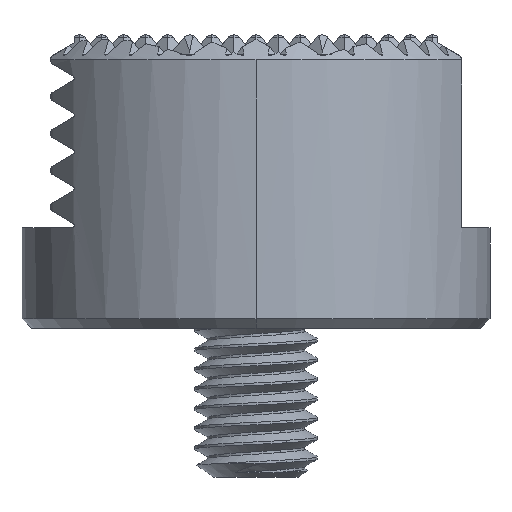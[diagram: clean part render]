
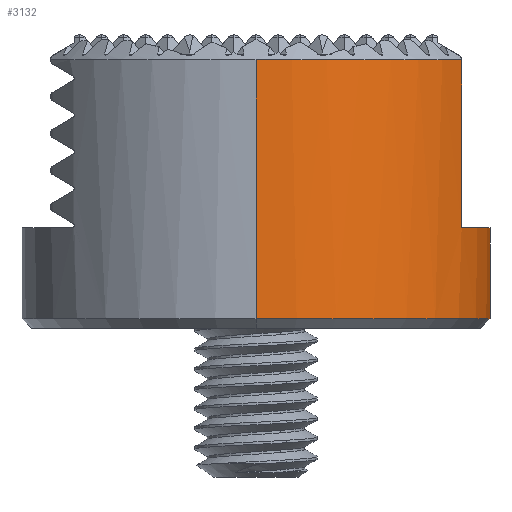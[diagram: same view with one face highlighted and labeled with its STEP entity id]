
A CAD part, front view. The second image highlights one B-rep face of the part: STEP entity #3132.
In plain terms, the highlighted cylindrical face has radius 9.525 mm (diameter 19.05 mm), a partial arc.
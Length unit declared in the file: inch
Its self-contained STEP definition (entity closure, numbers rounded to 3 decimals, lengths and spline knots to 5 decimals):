
#147 = VECTOR ( 'NONE', #37426, 39.37008 ) ;
#1100 = CARTESIAN_POINT ( 'NONE',  ( 0., 0.43, 0.375 ) ) ;
#1908 = VERTEX_POINT ( 'NONE', #22540 ) ;
#3058 = ORIENTED_EDGE ( 'NONE', *, *, #28921, .T. ) ;
#3132 = ADVANCED_FACE ( 'NONE', ( #19367 ), #31751, .T. ) ;
#3965 = DIRECTION ( 'NONE',  ( 0., 0., -1. ) ) ;
#4137 = CARTESIAN_POINT ( 'NONE',  ( 0., 0.015, 0. ) ) ;
#4767 = CIRCLE ( 'NONE', #17060, 0.375 ) ;
#4905 = DIRECTION ( 'NONE',  ( 0., -1., 0. ) ) ;
#7568 = DIRECTION ( 'NONE',  ( 0., -1., 0. ) ) ;
#7750 = VERTEX_POINT ( 'NONE', #16935 ) ;
#7921 = VERTEX_POINT ( 'NONE', #1100 ) ;
#9038 = EDGE_CURVE ( 'NONE', #30141, #27770, #36964, .T. ) ;
#9630 = ORIENTED_EDGE ( 'NONE', *, *, #9038, .T. ) ;
#9995 = DIRECTION ( 'NONE',  ( 0., -1., 0. ) ) ;
#10035 = CIRCLE ( 'NONE', #20425, 0.375 ) ;
#10102 = CARTESIAN_POINT ( 'NONE',  ( 0.32953, 0.16081, -0.17898 ) ) ;
#11581 = DIRECTION ( 'NONE',  ( 0., 0., 1. ) ) ;
#11591 = DIRECTION ( 'NONE',  ( 0., -1., 0. ) ) ;
#11839 = CARTESIAN_POINT ( 'NONE',  ( 0., 0.015, 0.375 ) ) ;
#12789 = CARTESIAN_POINT ( 'NONE',  ( 0., 0.47, -0.375 ) ) ;
#13071 = CARTESIAN_POINT ( 'NONE',  ( 0., 0.47, 0. ) ) ;
#13169 = EDGE_CURVE ( 'NONE', #15990, #38832, #19291, .T. ) ;
#13622 = AXIS2_PLACEMENT_3D ( 'NONE', #4137, #16484, #16894 ) ;
#15990 = VERTEX_POINT ( 'NONE', #10102 ) ;
#16087 = DIRECTION ( 'NONE',  ( 0., 0., -1. ) ) ;
#16109 = EDGE_CURVE ( 'NONE', #7750, #16141, #10035, .T. ) ;
#16141 = VERTEX_POINT ( 'NONE', #21051 ) ;
#16484 = DIRECTION ( 'NONE',  ( 0., 1., 0. ) ) ;
#16894 = DIRECTION ( 'NONE',  ( 0., 0., 1. ) ) ;
#16935 = CARTESIAN_POINT ( 'NONE',  ( 0., 0.43, -0.375 ) ) ;
#17060 = AXIS2_PLACEMENT_3D ( 'NONE', #39396, #4905, #11581 ) ;
#17396 = ORIENTED_EDGE ( 'NONE', *, *, #13169, .T. ) ;
#17772 = CARTESIAN_POINT ( 'NONE',  ( 0.32953, 0.16081, 0.17898 ) ) ;
#17882 = EDGE_CURVE ( 'NONE', #7921, #30141, #36739, .T. ) ;
#17913 = VECTOR ( 'NONE', #11591, 39.37008 ) ;
#18769 = DIRECTION ( 'NONE',  ( 0., -1., 0. ) ) ;
#19281 = LINE ( 'NONE', #12789, #28454 ) ;
#19291 = CIRCLE ( 'NONE', #23180, 0.375 ) ;
#19367 = FACE_OUTER_BOUND ( 'NONE', #33096, .T. ) ;
#20425 = AXIS2_PLACEMENT_3D ( 'NONE', #34037, #21260, #27969 ) ;
#20582 = VECTOR ( 'NONE', #7568, 39.37008 ) ;
#21051 = CARTESIAN_POINT ( 'NONE',  ( 0.32953, 0.43, -0.17898 ) ) ;
#21260 = DIRECTION ( 'NONE',  ( 0., -1., 0. ) ) ;
#22342 = DIRECTION ( 'NONE',  ( 0., -1., 0. ) ) ;
#22540 = CARTESIAN_POINT ( 'NONE',  ( 0.32953, 0.43, 0.17898 ) ) ;
#22766 = EDGE_CURVE ( 'NONE', #16141, #15990, #26653, .T. ) ;
#23180 = AXIS2_PLACEMENT_3D ( 'NONE', #28304, #9995, #16087 ) ;
#24661 = LINE ( 'NONE', #27296, #147 ) ;
#25964 = ORIENTED_EDGE ( 'NONE', *, *, #16109, .T. ) ;
#26022 = EDGE_CURVE ( 'NONE', #1908, #38832, #24661, .T. ) ;
#26653 = LINE ( 'NONE', #32724, #17913 ) ;
#27296 = CARTESIAN_POINT ( 'NONE',  ( 0.32953, 0.90408, 0.17898 ) ) ;
#27770 = VERTEX_POINT ( 'NONE', #29861 ) ;
#27969 = DIRECTION ( 'NONE',  ( 0., 0., 1. ) ) ;
#28260 = AXIS2_PLACEMENT_3D ( 'NONE', #13071, #18769, #3965 ) ;
#28304 = CARTESIAN_POINT ( 'NONE',  ( 0., 0.16081, 0. ) ) ;
#28454 = VECTOR ( 'NONE', #22342, 39.37008 ) ;
#28921 = EDGE_CURVE ( 'NONE', #1908, #7921, #4767, .T. ) ;
#29819 = ORIENTED_EDGE ( 'NONE', *, *, #22766, .T. ) ;
#29861 = CARTESIAN_POINT ( 'NONE',  ( 0., 0.015, -0.375 ) ) ;
#30141 = VERTEX_POINT ( 'NONE', #11839 ) ;
#30637 = ORIENTED_EDGE ( 'NONE', *, *, #26022, .F. ) ;
#31751 = CYLINDRICAL_SURFACE ( 'NONE', #28260, 0.375 ) ;
#32724 = CARTESIAN_POINT ( 'NONE',  ( 0.32953, 0.90408, -0.17898 ) ) ;
#33096 = EDGE_LOOP ( 'NONE', ( #3058, #39373, #9630, #33395, #25964, #29819, #17396, #30637 ) ) ;
#33395 = ORIENTED_EDGE ( 'NONE', *, *, #38287, .F. ) ;
#34037 = CARTESIAN_POINT ( 'NONE',  ( 0., 0.43, 0. ) ) ;
#36739 = LINE ( 'NONE', #39973, #20582 ) ;
#36964 = CIRCLE ( 'NONE', #13622, 0.375 ) ;
#37426 = DIRECTION ( 'NONE',  ( 0., -1., 0. ) ) ;
#38287 = EDGE_CURVE ( 'NONE', #7750, #27770, #19281, .T. ) ;
#38832 = VERTEX_POINT ( 'NONE', #17772 ) ;
#39373 = ORIENTED_EDGE ( 'NONE', *, *, #17882, .T. ) ;
#39396 = CARTESIAN_POINT ( 'NONE',  ( 0., 0.43, 0. ) ) ;
#39973 = CARTESIAN_POINT ( 'NONE',  ( 0., 0.47, 0.375 ) ) ;
